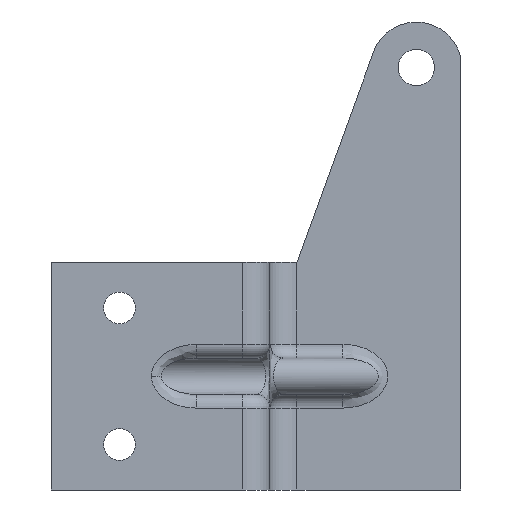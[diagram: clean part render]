
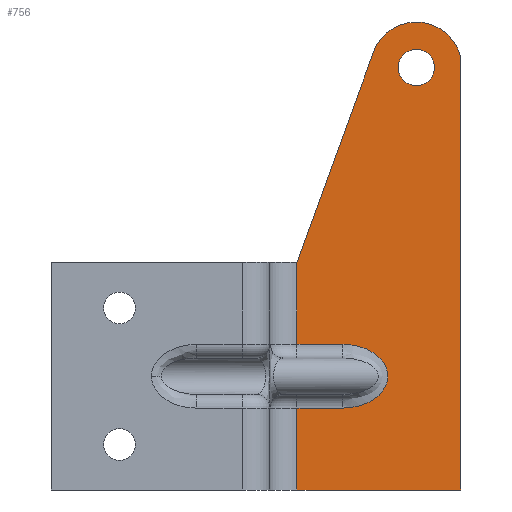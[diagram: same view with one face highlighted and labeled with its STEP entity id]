
A CAD part, left-side view. The second image highlights one B-rep face of the part: STEP entity #756.
In plain terms, the highlighted planar face has unit normal (1, 0, 0).
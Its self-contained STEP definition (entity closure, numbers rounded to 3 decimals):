
#21 = VECTOR ( 'NONE', #499, 1000. ) ;
#22 = LINE ( 'NONE', #217, #382 ) ;
#23 = AXIS2_PLACEMENT_3D ( 'NONE', #1126, #106, #1132 ) ;
#31 = DIRECTION ( 'NONE',  ( 1., 0., 0. ) ) ;
#37 = CARTESIAN_POINT ( 'NONE',  ( 148., -40., 45. ) ) ;
#52 = CARTESIAN_POINT ( 'NONE',  ( 148., -14.071, -18. ) ) ;
#83 = CIRCLE ( 'NONE', #784, 4. ) ;
#94 = EDGE_CURVE ( 'NONE', #1143, #239, #384, .T. ) ;
#96 = ORIENTED_EDGE ( 'NONE', *, *, #264, .T. ) ;
#106 = DIRECTION ( 'NONE',  ( 1., 0., 0. ) ) ;
#112 = DIRECTION ( 'NONE',  ( 0., 1., 0. ) ) ;
#121 = EDGE_LOOP ( 'NONE', ( #588, #1226, #332, #96, #853, #1166, #567, #1202, #1044 ) ) ;
#129 = EDGE_LOOP ( 'NONE', ( #235, #718 ) ) ;
#164 = DIRECTION ( 'NONE',  ( 0., 0., 1. ) ) ;
#193 = VERTEX_POINT ( 'NONE', #1269 ) ;
#217 = CARTESIAN_POINT ( 'NONE',  ( 148., -4., 0. ) ) ;
#235 = ORIENTED_EDGE ( 'NONE', *, *, #729, .F. ) ;
#239 = VERTEX_POINT ( 'NONE', #797 ) ;
#243 = CARTESIAN_POINT ( 'NONE',  ( 148., -4., -50. ) ) ;
#257 = CARTESIAN_POINT ( 'NONE',  ( 148., 0., -50. ) ) ;
#264 = EDGE_CURVE ( 'NONE', #925, #193, #848, .T. ) ;
#281 = EDGE_CURVE ( 'NONE', #239, #925, #821, .T. ) ;
#288 = EDGE_CURVE ( 'NONE', #612, #490, #553, .T. ) ;
#318 = CARTESIAN_POINT ( 'NONE',  ( 148., -14.071, -18. ) ) ;
#332 = ORIENTED_EDGE ( 'NONE', *, *, #281, .T. ) ;
#337 = CARTESIAN_POINT ( 'NONE',  ( 148., -40., 0. ) ) ;
#347 = DIRECTION ( 'NONE',  ( 0., -0.342, 0.94 ) ) ;
#349 = PLANE ( 'NONE',  #598 ) ;
#365 = CARTESIAN_POINT ( 'NONE',  ( 148., -4., 0. ) ) ;
#382 = VECTOR ( 'NONE', #734, 1000. ) ;
#384 = LINE ( 'NONE', #896, #21 ) ;
#405 = VECTOR ( 'NONE', #956, 1000. ) ;
#412 = VECTOR ( 'NONE', #550, 1000. ) ;
#440 = FACE_OUTER_BOUND ( 'NONE', #121, .T. ) ;
#472 = LINE ( 'NONE', #257, #405 ) ;
#488 = CIRCLE ( 'NONE', #661, 10. ) ;
#490 = VERTEX_POINT ( 'NONE', #549 ) ;
#499 = DIRECTION ( 'NONE',  ( 0., -1., 0. ) ) ;
#512 = DIRECTION ( 'NONE',  ( 1., 0., 0. ) ) ;
#525 = CARTESIAN_POINT ( 'NONE',  ( 148., -30.235, 42.843 ) ) ;
#542 = CARTESIAN_POINT ( 'NONE',  ( 148., -40., -50. ) ) ;
#545 = VECTOR ( 'NONE', #347, 1000. ) ;
#547 = EDGE_CURVE ( 'NONE', #811, #745, #488, .T. ) ;
#549 = CARTESIAN_POINT ( 'NONE',  ( 148., -26.235, 42.843 ) ) ;
#550 = DIRECTION ( 'NONE',  ( 0., 0., 1. ) ) ;
#553 = CIRCLE ( 'NONE', #23, 4. ) ;
#567 = ORIENTED_EDGE ( 'NONE', *, *, #547, .T. ) ;
#572 = LINE ( 'NONE', #365, #1258 ) ;
#588 = ORIENTED_EDGE ( 'NONE', *, *, #1007, .T. ) ;
#598 = AXIS2_PLACEMENT_3D ( 'NONE', #748, #979, #984 ) ;
#612 = VERTEX_POINT ( 'NONE', #1252 ) ;
#619 = CARTESIAN_POINT ( 'NONE',  ( 148., -33.87, -32. ) ) ;
#626 = CARTESIAN_POINT ( 'NONE',  ( 148., -4., -32. ) ) ;
#652 = VERTEX_POINT ( 'NONE', #962 ) ;
#661 = AXIS2_PLACEMENT_3D ( 'NONE', #525, #512, #112 ) ;
#718 = ORIENTED_EDGE ( 'NONE', *, *, #288, .F. ) ;
#729 = EDGE_CURVE ( 'NONE', #490, #612, #83, .T. ) ;
#734 = DIRECTION ( 'NONE',  ( 0., 0., 1. ) ) ;
#745 = VERTEX_POINT ( 'NONE', #37 ) ;
#748 = CARTESIAN_POINT ( 'NONE',  ( 148., 0., 0. ) ) ;
#756 = ADVANCED_FACE ( 'NONE', ( #440, #1234 ), #349, .T. ) ;
#784 = AXIS2_PLACEMENT_3D ( 'NONE', #1040, #31, #857 ) ;
#797 = CARTESIAN_POINT ( 'NONE',  ( 148., -14.071, -32. ) ) ;
#811 = VERTEX_POINT ( 'NONE', #1273 ) ;
#821 =( BOUNDED_CURVE ( )  B_SPLINE_CURVE ( 3, ( #1028, #619, #1034, #318 ),
 .UNSPECIFIED., .F., .T. ) 
 B_SPLINE_CURVE_WITH_KNOTS ( ( 4, 4 ),
 ( 4.712, 7.854 ),
 .UNSPECIFIED. ) 
 CURVE ( )  GEOMETRIC_REPRESENTATION_ITEM ( )  RATIONAL_B_SPLINE_CURVE ( ( 1., 0.333, 0.333, 1. ) ) 
 REPRESENTATION_ITEM ( '' )  );
#848 = LINE ( 'NONE', #1224, #1217 ) ;
#853 = ORIENTED_EDGE ( 'NONE', *, *, #1251, .T. ) ;
#857 = DIRECTION ( 'NONE',  ( 0., 1., 0. ) ) ;
#892 = VERTEX_POINT ( 'NONE', #243 ) ;
#896 = CARTESIAN_POINT ( 'NONE',  ( 148., 0., -32. ) ) ;
#917 = EDGE_CURVE ( 'NONE', #892, #1148, #472, .T. ) ;
#925 = VERTEX_POINT ( 'NONE', #52 ) ;
#956 = DIRECTION ( 'NONE',  ( 0., -1., 0. ) ) ;
#962 = CARTESIAN_POINT ( 'NONE',  ( 148., -4., 0. ) ) ;
#979 = DIRECTION ( 'NONE',  ( 1., 0., 0. ) ) ;
#984 = DIRECTION ( 'NONE',  ( 0., 1., 0. ) ) ;
#1007 = EDGE_CURVE ( 'NONE', #892, #1143, #22, .T. ) ;
#1024 = LINE ( 'NONE', #337, #412 ) ;
#1028 = CARTESIAN_POINT ( 'NONE',  ( 148., -14.071, -32. ) ) ;
#1029 = EDGE_CURVE ( 'NONE', #652, #811, #1233, .T. ) ;
#1034 = CARTESIAN_POINT ( 'NONE',  ( 148., -33.87, -18. ) ) ;
#1040 = CARTESIAN_POINT ( 'NONE',  ( 148., -30.235, 42.843 ) ) ;
#1044 = ORIENTED_EDGE ( 'NONE', *, *, #917, .F. ) ;
#1126 = CARTESIAN_POINT ( 'NONE',  ( 148., -30.235, 42.843 ) ) ;
#1132 = DIRECTION ( 'NONE',  ( 0., 1., 0. ) ) ;
#1137 = DIRECTION ( 'NONE',  ( 0., 1., 0. ) ) ;
#1143 = VERTEX_POINT ( 'NONE', #626 ) ;
#1148 = VERTEX_POINT ( 'NONE', #542 ) ;
#1163 = EDGE_CURVE ( 'NONE', #1148, #745, #1024, .T. ) ;
#1166 = ORIENTED_EDGE ( 'NONE', *, *, #1029, .T. ) ;
#1202 = ORIENTED_EDGE ( 'NONE', *, *, #1163, .F. ) ;
#1217 = VECTOR ( 'NONE', #1137, 1000. ) ;
#1224 = CARTESIAN_POINT ( 'NONE',  ( 148., 0., -18. ) ) ;
#1226 = ORIENTED_EDGE ( 'NONE', *, *, #94, .T. ) ;
#1228 = CARTESIAN_POINT ( 'NONE',  ( 148., -4., 0. ) ) ;
#1233 = LINE ( 'NONE', #1228, #545 ) ;
#1234 = FACE_BOUND ( 'NONE', #129, .T. ) ;
#1251 = EDGE_CURVE ( 'NONE', #193, #652, #572, .T. ) ;
#1252 = CARTESIAN_POINT ( 'NONE',  ( 148., -34.235, 42.843 ) ) ;
#1258 = VECTOR ( 'NONE', #164, 1000. ) ;
#1269 = CARTESIAN_POINT ( 'NONE',  ( 148., -4., -18. ) ) ;
#1273 = CARTESIAN_POINT ( 'NONE',  ( 148., -20.838, 46.263 ) ) ;
